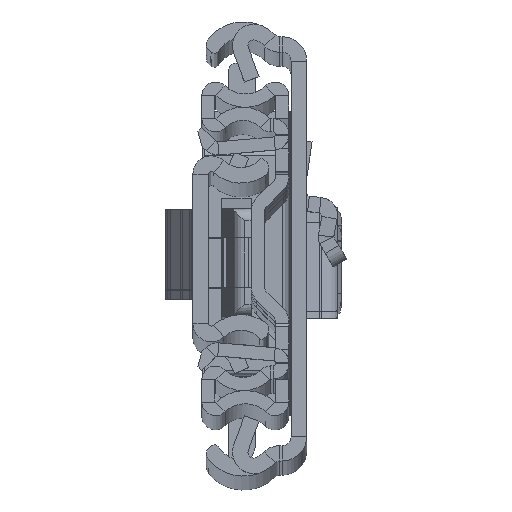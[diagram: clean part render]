
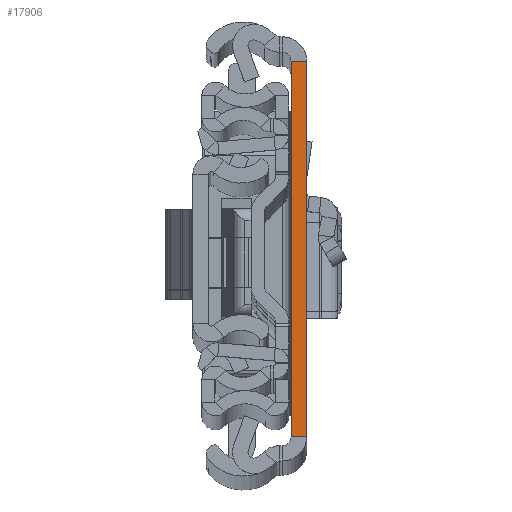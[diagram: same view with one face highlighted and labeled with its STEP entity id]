
A CAD part, top view. The second image highlights one B-rep face of the part: STEP entity #17906.
In plain terms, the highlighted planar face has unit normal (0, 0, 1).
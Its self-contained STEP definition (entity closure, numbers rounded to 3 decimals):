
#118 = ORIENTED_EDGE ( 'NONE', *, *, #7436, .T. ) ;
#490 = DIRECTION ( 'NONE',  ( 0., 1., 0. ) ) ;
#1769 = CARTESIAN_POINT ( 'NONE',  ( 0., -31.5, 0. ) ) ;
#2177 = VECTOR ( 'NONE', #9452, 1000. ) ;
#2648 = LINE ( 'NONE', #10359, #10482 ) ;
#2951 = VERTEX_POINT ( 'NONE', #12455 ) ;
#3029 = DIRECTION ( 'NONE',  ( 1., 0., 0. ) ) ;
#3613 = CARTESIAN_POINT ( 'NONE',  ( 2.6, -31.5, 0. ) ) ;
#4276 = LINE ( 'NONE', #15054, #15579 ) ;
#4968 = CARTESIAN_POINT ( 'NONE',  ( 0., -31.5, 0. ) ) ;
#5012 = VERTEX_POINT ( 'NONE', #15775 ) ;
#7436 = EDGE_CURVE ( 'NONE', #13571, #2951, #15404, .T. ) ;
#9452 = DIRECTION ( 'NONE',  ( 1., 0., 0. ) ) ;
#9456 = ORIENTED_EDGE ( 'NONE', *, *, #11020, .T. ) ;
#10309 = DIRECTION ( 'NONE',  ( 0., 1., 0. ) ) ;
#10359 = CARTESIAN_POINT ( 'NONE',  ( 2.6, 31.5, 0. ) ) ;
#10482 = VECTOR ( 'NONE', #3029, 1000. ) ;
#10557 = VECTOR ( 'NONE', #490, 1000. ) ;
#11020 = EDGE_CURVE ( 'NONE', #2951, #5012, #4276, .T. ) ;
#11359 = PLANE ( 'NONE',  #13775 ) ;
#12455 = CARTESIAN_POINT ( 'NONE',  ( 2.6, -31.5, 0. ) ) ;
#12563 = CARTESIAN_POINT ( 'NONE',  ( 0., 31.5, 0. ) ) ;
#12613 = ORIENTED_EDGE ( 'NONE', *, *, #16754, .F. ) ;
#12722 = VERTEX_POINT ( 'NONE', #12563 ) ;
#12953 = DIRECTION ( 'NONE',  ( 0., 0., -1. ) ) ;
#12979 = EDGE_CURVE ( 'NONE', #12722, #5012, #2648, .T. ) ;
#13571 = VERTEX_POINT ( 'NONE', #4968 ) ;
#13775 = AXIS2_PLACEMENT_3D ( 'NONE', #17406, #12953, #18977 ) ;
#14439 = FACE_OUTER_BOUND ( 'NONE', #16790, .T. ) ;
#15054 = CARTESIAN_POINT ( 'NONE',  ( 2.6, -31.5, 0. ) ) ;
#15364 = LINE ( 'NONE', #1769, #10557 ) ;
#15404 = LINE ( 'NONE', #3613, #2177 ) ;
#15579 = VECTOR ( 'NONE', #10309, 1000. ) ;
#15775 = CARTESIAN_POINT ( 'NONE',  ( 2.6, 31.5, 0. ) ) ;
#16754 = EDGE_CURVE ( 'NONE', #13571, #12722, #15364, .T. ) ;
#16790 = EDGE_LOOP ( 'NONE', ( #16975, #12613, #118, #9456 ) ) ;
#16975 = ORIENTED_EDGE ( 'NONE', *, *, #12979, .F. ) ;
#17406 = CARTESIAN_POINT ( 'NONE',  ( 2.6, -31.5, 0. ) ) ;
#17906 = ADVANCED_FACE ( 'NONE', ( #14439 ), #11359, .F. ) ;
#18977 = DIRECTION ( 'NONE',  ( 0., 1., 0. ) ) ;
